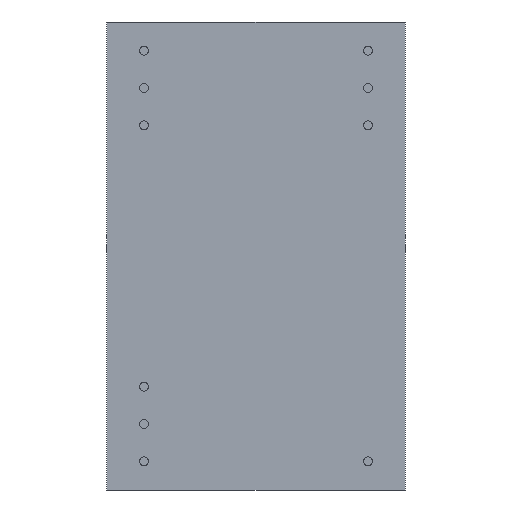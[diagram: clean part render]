
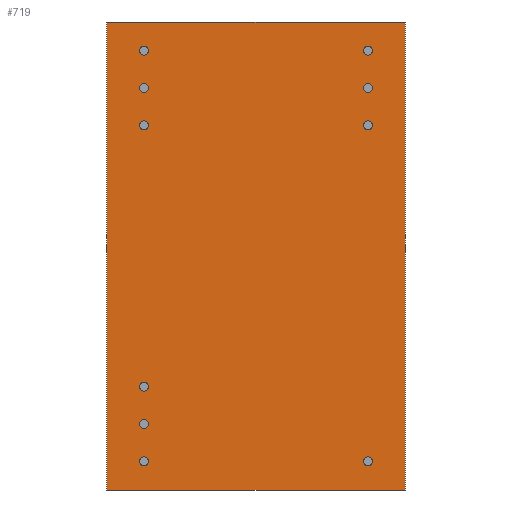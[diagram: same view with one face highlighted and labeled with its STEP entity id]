
A CAD part, front view. The second image highlights one B-rep face of the part: STEP entity #719.
In plain terms, the highlighted planar face has unit normal (0, -1, 0).
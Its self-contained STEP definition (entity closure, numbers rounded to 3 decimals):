
#19 = ORIENTED_EDGE ( 'NONE', *, *, #296, .F. ) ;
#26 = FACE_BOUND ( 'NONE', #689, .T. ) ;
#32 = CARTESIAN_POINT ( 'NONE',  ( -7.62, -0.7, -11.73 ) ) ;
#33 = AXIS2_PLACEMENT_3D ( 'NONE', #1151, #1168, #1175 ) ;
#48 = CIRCLE ( 'NONE', #938, 0.3 ) ;
#51 = FACE_BOUND ( 'NONE', #1040, .T. ) ;
#57 = DIRECTION ( 'NONE',  ( 0., 0., -1. ) ) ;
#59 = AXIS2_PLACEMENT_3D ( 'NONE', #1328, #603, #1450 ) ;
#72 = EDGE_LOOP ( 'NONE', ( #773 ) ) ;
#86 = DIRECTION ( 'NONE',  ( 0., -1., 0. ) ) ;
#87 = EDGE_CURVE ( 'NONE', #651, #651, #1459, .T. ) ;
#88 = VERTEX_POINT ( 'NONE', #504 ) ;
#90 = EDGE_CURVE ( 'NONE', #1260, #1260, #792, .T. ) ;
#121 = AXIS2_PLACEMENT_3D ( 'NONE', #617, #622, #634 ) ;
#125 = DIRECTION ( 'NONE',  ( 0., -1., 0. ) ) ;
#144 = EDGE_LOOP ( 'NONE', ( #1087 ) ) ;
#151 = CARTESIAN_POINT ( 'NONE',  ( -7.62, -0.7, -14.27 ) ) ;
#169 = CIRCLE ( 'NONE', #1247, 0.3 ) ;
#170 = CARTESIAN_POINT ( 'NONE',  ( -7.62, -0.7, -13.97 ) ) ;
#175 = AXIS2_PLACEMENT_3D ( 'NONE', #170, #883, #57 ) ;
#177 = CIRCLE ( 'NONE', #192, 0.3 ) ;
#184 = EDGE_CURVE ( 'NONE', #631, #631, #177, .T. ) ;
#186 = DIRECTION ( 'NONE',  ( 0., -1., 0. ) ) ;
#192 = AXIS2_PLACEMENT_3D ( 'NONE', #898, #186, #1019 ) ;
#212 = VECTOR ( 'NONE', #702, 1000. ) ;
#224 = AXIS2_PLACEMENT_3D ( 'NONE', #835, #125, #961 ) ;
#225 = EDGE_LOOP ( 'NONE', ( #832 ) ) ;
#272 = ORIENTED_EDGE ( 'NONE', *, *, #1011, .F. ) ;
#283 = CARTESIAN_POINT ( 'NONE',  ( -7.62, -0.7, 11.13 ) ) ;
#296 = EDGE_CURVE ( 'NONE', #1226, #1226, #1524, .T. ) ;
#297 = CARTESIAN_POINT ( 'NONE',  ( -10.15, -0.7, -15.92 ) ) ;
#299 = CIRCLE ( 'NONE', #224, 0.3 ) ;
#328 = CIRCLE ( 'NONE', #59, 0.3 ) ;
#333 = CARTESIAN_POINT ( 'NONE',  ( 7.62, -0.7, 13.97 ) ) ;
#339 = EDGE_LOOP ( 'NONE', ( #452 ) ) ;
#342 = ORIENTED_EDGE ( 'NONE', *, *, #1360, .T. ) ;
#344 = ORIENTED_EDGE ( 'NONE', *, *, #1407, .F. ) ;
#345 = FACE_BOUND ( 'NONE', #339, .T. ) ;
#365 = DIRECTION ( 'NONE',  ( 1., 0., 0. ) ) ;
#378 = FACE_OUTER_BOUND ( 'NONE', #741, .T. ) ;
#380 = VECTOR ( 'NONE', #947, 1000. ) ;
#395 = EDGE_CURVE ( 'NONE', #1302, #88, #1025, .T. ) ;
#428 = VECTOR ( 'NONE', #598, 1000. ) ;
#452 = ORIENTED_EDGE ( 'NONE', *, *, #753, .F. ) ;
#464 = ORIENTED_EDGE ( 'NONE', *, *, #184, .F. ) ;
#474 = CARTESIAN_POINT ( 'NONE',  ( -10.15, -0.7, 15.92 ) ) ;
#504 = CARTESIAN_POINT ( 'NONE',  ( 10.15, -0.7, 15.92 ) ) ;
#508 = CARTESIAN_POINT ( 'NONE',  ( 7.62, -0.7, -14.27 ) ) ;
#522 = AXIS2_PLACEMENT_3D ( 'NONE', #747, #1218, #1104 ) ;
#526 = EDGE_CURVE ( 'NONE', #894, #894, #169, .T. ) ;
#531 = LINE ( 'NONE', #1550, #212 ) ;
#549 = DIRECTION ( 'NONE',  ( 0., -1., 0. ) ) ;
#583 = VERTEX_POINT ( 'NONE', #151 ) ;
#593 = VERTEX_POINT ( 'NONE', #901 ) ;
#598 = DIRECTION ( 'NONE',  ( 0., 0., 1. ) ) ;
#603 = DIRECTION ( 'NONE',  ( 0., -1., 0. ) ) ;
#617 = CARTESIAN_POINT ( 'NONE',  ( 7.62, -0.7, -13.97 ) ) ;
#622 = DIRECTION ( 'NONE',  ( 0., -1., 0. ) ) ;
#627 = FACE_BOUND ( 'NONE', #225, .T. ) ;
#631 = VERTEX_POINT ( 'NONE', #632 ) ;
#632 = CARTESIAN_POINT ( 'NONE',  ( 7.62, -0.7, 8.59 ) ) ;
#634 = DIRECTION ( 'NONE',  ( 0., 0., -1. ) ) ;
#635 = CARTESIAN_POINT ( 'NONE',  ( -7.62, -0.7, 8.59 ) ) ;
#646 = ORIENTED_EDGE ( 'NONE', *, *, #1431, .F. ) ;
#647 = FACE_BOUND ( 'NONE', #144, .T. ) ;
#651 = VERTEX_POINT ( 'NONE', #508 ) ;
#672 = FACE_BOUND ( 'NONE', #72, .T. ) ;
#680 = EDGE_CURVE ( 'NONE', #583, #583, #1114, .T. ) ;
#689 = EDGE_LOOP ( 'NONE', ( #344 ) ) ;
#702 = DIRECTION ( 'NONE',  ( 0., 0., -1. ) ) ;
#713 = EDGE_LOOP ( 'NONE', ( #272 ) ) ;
#719 = ADVANCED_FACE ( 'NONE', ( #672, #378, #1286, #51, #964, #647, #345, #26, #1256, #936, #627 ), #757, .T. ) ;
#721 = LINE ( 'NONE', #474, #380 ) ;
#741 = EDGE_LOOP ( 'NONE', ( #1231, #342, #865, #848 ) ) ;
#747 = CARTESIAN_POINT ( 'NONE',  ( -7.62, -0.7, 13.97 ) ) ;
#753 = EDGE_CURVE ( 'NONE', #1511, #1511, #48, .T. ) ;
#757 = PLANE ( 'NONE',  #1314 ) ;
#773 = ORIENTED_EDGE ( 'NONE', *, *, #526, .F. ) ;
#784 = DIRECTION ( 'NONE',  ( 0., 0., -1. ) ) ;
#792 = CIRCLE ( 'NONE', #522, 0.3 ) ;
#796 = DIRECTION ( 'NONE',  ( 0., 0., -1. ) ) ;
#805 = DIRECTION ( 'NONE',  ( 0., 0., -1. ) ) ;
#824 = VERTEX_POINT ( 'NONE', #1474 ) ;
#827 = CARTESIAN_POINT ( 'NONE',  ( 10.15, -0.7, -15.92 ) ) ;
#832 = ORIENTED_EDGE ( 'NONE', *, *, #680, .F. ) ;
#834 = CIRCLE ( 'NONE', #33, 0.3 ) ;
#835 = CARTESIAN_POINT ( 'NONE',  ( -7.62, -0.7, -8.89 ) ) ;
#848 = ORIENTED_EDGE ( 'NONE', *, *, #1338, .T. ) ;
#850 = EDGE_LOOP ( 'NONE', ( #1199 ) ) ;
#855 = CARTESIAN_POINT ( 'NONE',  ( -7.62, -0.7, 13.67 ) ) ;
#865 = ORIENTED_EDGE ( 'NONE', *, *, #395, .T. ) ;
#869 = CARTESIAN_POINT ( 'NONE',  ( 7.62, -0.7, 13.67 ) ) ;
#877 = AXIS2_PLACEMENT_3D ( 'NONE', #923, #86, #796 ) ;
#883 = DIRECTION ( 'NONE',  ( 0., -1., 0. ) ) ;
#890 = EDGE_LOOP ( 'NONE', ( #646 ) ) ;
#894 = VERTEX_POINT ( 'NONE', #869 ) ;
#898 = CARTESIAN_POINT ( 'NONE',  ( 7.62, -0.7, 8.89 ) ) ;
#901 = CARTESIAN_POINT ( 'NONE',  ( -10.15, -0.7, 15.92 ) ) ;
#923 = CARTESIAN_POINT ( 'NONE',  ( -7.62, -0.7, -11.43 ) ) ;
#930 = CARTESIAN_POINT ( 'NONE',  ( -7.62, -0.7, 11.43 ) ) ;
#936 = FACE_BOUND ( 'NONE', #1220, .T. ) ;
#938 = AXIS2_PLACEMENT_3D ( 'NONE', #930, #1540, #805 ) ;
#947 = DIRECTION ( 'NONE',  ( -1., 0., 0. ) ) ;
#961 = DIRECTION ( 'NONE',  ( 0., 0., -1. ) ) ;
#964 = FACE_BOUND ( 'NONE', #850, .T. ) ;
#994 = VECTOR ( 'NONE', #365, 1000. ) ;
#997 = DIRECTION ( 'NONE',  ( 0., -1., 0. ) ) ;
#1011 = EDGE_CURVE ( 'NONE', #1189, #1189, #834, .T. ) ;
#1019 = DIRECTION ( 'NONE',  ( 0., 0., -1. ) ) ;
#1025 = LINE ( 'NONE', #1327, #428 ) ;
#1040 = EDGE_LOOP ( 'NONE', ( #464 ) ) ;
#1087 = ORIENTED_EDGE ( 'NONE', *, *, #90, .F. ) ;
#1104 = DIRECTION ( 'NONE',  ( 0., 0., -1. ) ) ;
#1110 = CARTESIAN_POINT ( 'NONE',  ( 7.62, -0.7, 11.13 ) ) ;
#1114 = CIRCLE ( 'NONE', #175, 0.3 ) ;
#1140 = VERTEX_POINT ( 'NONE', #635 ) ;
#1151 = CARTESIAN_POINT ( 'NONE',  ( 7.62, -0.7, 11.43 ) ) ;
#1168 = DIRECTION ( 'NONE',  ( 0., -1., 0. ) ) ;
#1174 = VERTEX_POINT ( 'NONE', #1530 ) ;
#1175 = DIRECTION ( 'NONE',  ( 0., 0., -1. ) ) ;
#1189 = VERTEX_POINT ( 'NONE', #1110 ) ;
#1195 = CARTESIAN_POINT ( 'NONE',  ( -10.15, -0.7, -15.92 ) ) ;
#1199 = ORIENTED_EDGE ( 'NONE', *, *, #87, .F. ) ;
#1218 = DIRECTION ( 'NONE',  ( 0., -1., 0. ) ) ;
#1220 = EDGE_LOOP ( 'NONE', ( #19 ) ) ;
#1226 = VERTEX_POINT ( 'NONE', #32 ) ;
#1231 = ORIENTED_EDGE ( 'NONE', *, *, #1241, .T. ) ;
#1241 = EDGE_CURVE ( 'NONE', #593, #1174, #531, .T. ) ;
#1247 = AXIS2_PLACEMENT_3D ( 'NONE', #333, #549, #784 ) ;
#1256 = FACE_BOUND ( 'NONE', #890, .T. ) ;
#1260 = VERTEX_POINT ( 'NONE', #855 ) ;
#1286 = FACE_BOUND ( 'NONE', #713, .T. ) ;
#1287 = LINE ( 'NONE', #1195, #994 ) ;
#1302 = VERTEX_POINT ( 'NONE', #827 ) ;
#1314 = AXIS2_PLACEMENT_3D ( 'NONE', #297, #997, #1521 ) ;
#1327 = CARTESIAN_POINT ( 'NONE',  ( 10.15, -0.7, 15.92 ) ) ;
#1328 = CARTESIAN_POINT ( 'NONE',  ( -7.62, -0.7, 8.89 ) ) ;
#1338 = EDGE_CURVE ( 'NONE', #88, #593, #721, .T. ) ;
#1360 = EDGE_CURVE ( 'NONE', #1174, #1302, #1287, .T. ) ;
#1407 = EDGE_CURVE ( 'NONE', #1140, #1140, #328, .T. ) ;
#1431 = EDGE_CURVE ( 'NONE', #824, #824, #299, .T. ) ;
#1450 = DIRECTION ( 'NONE',  ( 0., 0., -1. ) ) ;
#1459 = CIRCLE ( 'NONE', #121, 0.3 ) ;
#1474 = CARTESIAN_POINT ( 'NONE',  ( -7.62, -0.7, -9.19 ) ) ;
#1511 = VERTEX_POINT ( 'NONE', #283 ) ;
#1521 = DIRECTION ( 'NONE',  ( 0., 0., -1. ) ) ;
#1524 = CIRCLE ( 'NONE', #877, 0.3 ) ;
#1530 = CARTESIAN_POINT ( 'NONE',  ( -10.15, -0.7, -15.92 ) ) ;
#1540 = DIRECTION ( 'NONE',  ( 0., -1., 0. ) ) ;
#1550 = CARTESIAN_POINT ( 'NONE',  ( -10.15, -0.7, 15.92 ) ) ;
